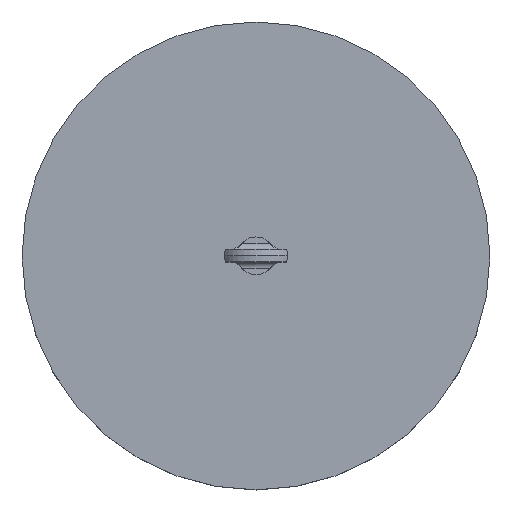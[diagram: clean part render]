
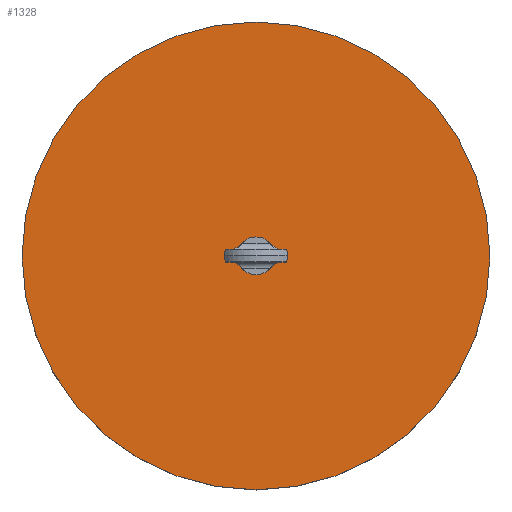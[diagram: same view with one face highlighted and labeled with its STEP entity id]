
A CAD part, top view. The second image highlights one B-rep face of the part: STEP entity #1328.
In plain terms, the highlighted planar face has unit normal (0, 0, 1).
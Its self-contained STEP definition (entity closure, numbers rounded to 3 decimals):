
#10 = CIRCLE ( 'NONE', #62, 0.75 ) ;
#62 = AXIS2_PLACEMENT_3D ( 'NONE', #5575, #5576, #5577 ) ;
#230 = EDGE_LOOP ( 'NONE', ( #716, #717 ) ) ;
#339 = EDGE_LOOP ( 'NONE', ( #719, #718 ) ) ;
#716 = ORIENTED_EDGE ( 'NONE', *, *, #2366, .F. ) ;
#717 = ORIENTED_EDGE ( 'NONE', *, *, #9172, .F. ) ;
#718 = ORIENTED_EDGE ( 'NONE', *, *, #9175, .F. ) ;
#719 = ORIENTED_EDGE ( 'NONE', *, *, #1679, .F. ) ;
#1328 = ADVANCED_FACE ( 'NONE', ( #2959, #2960 ), #3306, .F. ) ;
#1679 = EDGE_CURVE ( 'NONE', #2788, #2827, #9059, .T. ) ;
#2366 = EDGE_CURVE ( 'NONE', #2768, #2770, #10, .T. ) ;
#2768 = VERTEX_POINT ( 'NONE', #6804 ) ;
#2770 = VERTEX_POINT ( 'NONE', #6806 ) ;
#2788 = VERTEX_POINT ( 'NONE', #6824 ) ;
#2827 = VERTEX_POINT ( 'NONE', #6863 ) ;
#2959 = FACE_BOUND ( 'NONE', #230, .T. ) ;
#2960 = FACE_OUTER_BOUND ( 'NONE', #339, .T. ) ;
#3306 = PLANE ( 'NONE',  #8631 ) ;
#3307 = CARTESIAN_POINT ( 'NONE',  ( 0., 0., 0. ) ) ;
#3308 = DIRECTION ( 'NONE',  ( 0., 0., -1. ) ) ;
#3309 = DIRECTION ( 'NONE',  ( -1., 0., 0. ) ) ;
#5083 = CARTESIAN_POINT ( 'NONE',  ( 0., 0., 0. ) ) ;
#5084 = DIRECTION ( 'NONE',  ( 0., 0., -1. ) ) ;
#5085 = DIRECTION ( 'NONE',  ( -1., 0., 0. ) ) ;
#5575 = CARTESIAN_POINT ( 'NONE',  ( 0., 0., 0. ) ) ;
#5576 = DIRECTION ( 'NONE',  ( 0., 0., 1. ) ) ;
#5577 = DIRECTION ( 'NONE',  ( -1., 0., 0. ) ) ;
#6513 = CIRCLE ( 'NONE', #6535, 9.3 ) ;
#6524 = CIRCLE ( 'NONE', #6533, 0.75 ) ;
#6533 = AXIS2_PLACEMENT_3D ( 'NONE', #7807, #7808, #7809 ) ;
#6535 = AXIS2_PLACEMENT_3D ( 'NONE', #7818, #7819, #7820 ) ;
#6804 = CARTESIAN_POINT ( 'NONE',  ( -0.75, 0., 0. ) ) ;
#6806 = CARTESIAN_POINT ( 'NONE',  ( 0.75, 0., 0. ) ) ;
#6824 = CARTESIAN_POINT ( 'NONE',  ( -9.3, 0., 0. ) ) ;
#6863 = CARTESIAN_POINT ( 'NONE',  ( 9.3, 0., 0. ) ) ;
#7807 = CARTESIAN_POINT ( 'NONE',  ( 0., 0., 0. ) ) ;
#7808 = DIRECTION ( 'NONE',  ( 0., 0., 1. ) ) ;
#7809 = DIRECTION ( 'NONE',  ( -1., 0., 0. ) ) ;
#7818 = CARTESIAN_POINT ( 'NONE',  ( 0., 0., 0. ) ) ;
#7819 = DIRECTION ( 'NONE',  ( 0., 0., -1. ) ) ;
#7820 = DIRECTION ( 'NONE',  ( -1., 0., 0. ) ) ;
#8631 = AXIS2_PLACEMENT_3D ( 'NONE', #3307, #3308, #3309 ) ;
#9059 = CIRCLE ( 'NONE', #9061, 9.3 ) ;
#9061 = AXIS2_PLACEMENT_3D ( 'NONE', #5083, #5084, #5085 ) ;
#9172 = EDGE_CURVE ( 'NONE', #2770, #2768, #6524, .T. ) ;
#9175 = EDGE_CURVE ( 'NONE', #2827, #2788, #6513, .T. ) ;
